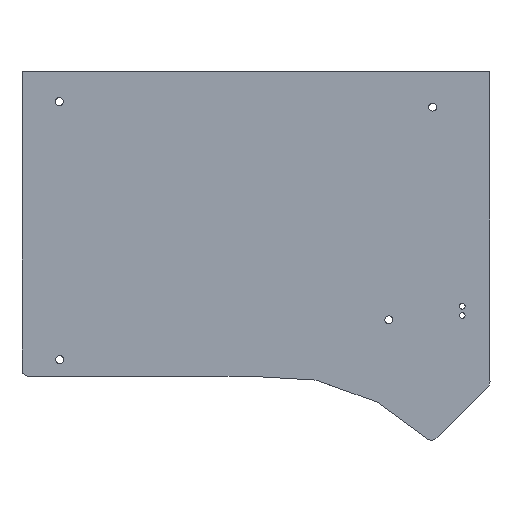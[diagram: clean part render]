
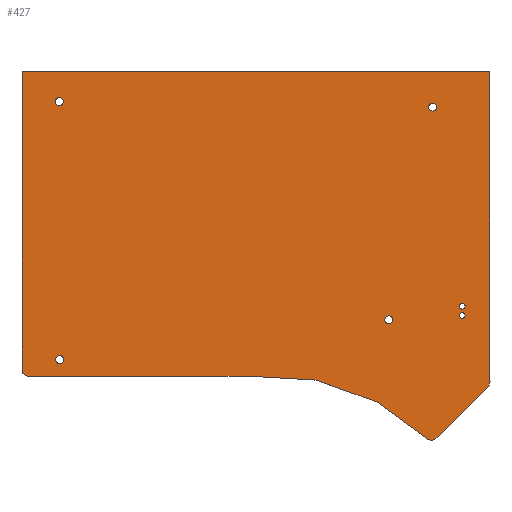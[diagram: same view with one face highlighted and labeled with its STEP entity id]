
A CAD part, top view. The second image highlights one B-rep face of the part: STEP entity #427.
In plain terms, the highlighted planar face has unit normal (0, 0, 1).
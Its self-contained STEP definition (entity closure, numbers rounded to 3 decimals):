
#32=CARTESIAN_POINT('',(-183.231,-76.407,-4.98));
#33=VERTEX_POINT('',#32);
#42=CARTESIAN_POINT('',(-182.131,-76.407,-4.98));
#43=DIRECTION('',(-0.,0.,-1.));
#44=DIRECTION('',(-1.,0.,0.));
#45=AXIS2_PLACEMENT_3D('',#42,#43,#44);
#46=CIRCLE('',#45,1.1);
#47=EDGE_CURVE('',#33,#33,#46,.T.);
#74=CARTESIAN_POINT('',(-171.128,-17.5,-4.98));
#75=VERTEX_POINT('',#74);
#84=CARTESIAN_POINT('',(-170.028,-17.5,-4.98));
#85=DIRECTION('',(0.,-0.,1.));
#86=DIRECTION('',(-1.,0.,0.));
#87=AXIS2_PLACEMENT_3D('',#84,#85,#86);
#88=CIRCLE('',#87,1.1);
#89=EDGE_CURVE('',#75,#75,#88,.T.);
#116=CARTESIAN_POINT('',(-274.349,-87.402,-4.98));
#117=VERTEX_POINT('',#116);
#126=CARTESIAN_POINT('',(-273.249,-87.402,-4.98));
#127=DIRECTION('',(0.,-0.,1.));
#128=DIRECTION('',(-1.,0.,0.));
#129=AXIS2_PLACEMENT_3D('',#126,#127,#128);
#130=CIRCLE('',#129,1.1);
#131=EDGE_CURVE('',#117,#117,#130,.T.);
#158=CARTESIAN_POINT('',(-274.456,-16.,-4.98));
#159=VERTEX_POINT('',#158);
#168=CARTESIAN_POINT('',(-273.356,-16.,-4.98));
#169=DIRECTION('',(0.,-0.,1.));
#170=DIRECTION('',(-1.,0.,0.));
#171=AXIS2_PLACEMENT_3D('',#168,#169,#170);
#172=CIRCLE('',#171,1.1);
#173=EDGE_CURVE('',#159,#159,#172,.T.);
#195=CARTESIAN_POINT('',(0.144,0.,-4.98));
#196=DIRECTION('',(-0.,0.,-1.));
#197=DIRECTION('',(1.,0.,-0.));
#198=AXIS2_PLACEMENT_3D('',#195,#196,#197);
#199=PLANE('',#198);
#200=CARTESIAN_POINT('',(-161.799,-73.422,-4.98));
#201=VERTEX_POINT('',#200);
#202=CARTESIAN_POINT('',(-162.561,-72.66,-4.98));
#203=VERTEX_POINT('',#202);
#204=CARTESIAN_POINT('',(-161.799,-72.66,-4.98));
#205=DIRECTION('',(0.,-0.,1.));
#206=DIRECTION('',(-1.,0.,0.));
#207=AXIS2_PLACEMENT_3D('',#204,#205,#206);
#208=CIRCLE('',#207,0.762);
#209=EDGE_CURVE('',#201,#203,#208,.T.);
#210=ORIENTED_EDGE('',*,*,#209,.F.);
#211=CARTESIAN_POINT('',(-161.799,-72.66,-4.98));
#212=DIRECTION('',(0.,-0.,1.));
#213=DIRECTION('',(-1.,0.,0.));
#214=AXIS2_PLACEMENT_3D('',#211,#212,#213);
#215=CIRCLE('',#214,0.762);
#216=EDGE_CURVE('',#203,#201,#215,.T.);
#217=ORIENTED_EDGE('',*,*,#216,.F.);
#218=EDGE_LOOP('',(#210,#217));
#219=FACE_BOUND('',#218,.T.);
#220=CARTESIAN_POINT('',(-161.799,-75.962,-4.98));
#221=VERTEX_POINT('',#220);
#222=CARTESIAN_POINT('',(-162.561,-75.2,-4.98));
#223=VERTEX_POINT('',#222);
#224=CARTESIAN_POINT('',(-161.799,-75.2,-4.98));
#225=DIRECTION('',(0.,-0.,1.));
#226=DIRECTION('',(-1.,0.,0.));
#227=AXIS2_PLACEMENT_3D('',#224,#225,#226);
#228=CIRCLE('',#227,0.762);
#229=EDGE_CURVE('',#221,#223,#228,.T.);
#230=ORIENTED_EDGE('',*,*,#229,.F.);
#231=CARTESIAN_POINT('',(-161.799,-75.2,-4.98));
#232=DIRECTION('',(0.,-0.,1.));
#233=DIRECTION('',(-1.,0.,0.));
#234=AXIS2_PLACEMENT_3D('',#231,#232,#233);
#235=CIRCLE('',#234,0.762);
#236=EDGE_CURVE('',#223,#221,#235,.T.);
#237=ORIENTED_EDGE('',*,*,#236,.F.);
#238=EDGE_LOOP('',(#230,#237));
#239=FACE_BOUND('',#238,.T.);
#240=ORIENTED_EDGE('',*,*,#47,.T.);
#241=EDGE_LOOP('',(#240));
#242=FACE_BOUND('',#241,.T.);
#243=ORIENTED_EDGE('',*,*,#173,.F.);
#244=EDGE_LOOP('',(#243));
#245=FACE_BOUND('',#244,.T.);
#246=ORIENTED_EDGE('',*,*,#89,.F.);
#247=EDGE_LOOP('',(#246));
#248=FACE_BOUND('',#247,.T.);
#249=ORIENTED_EDGE('',*,*,#131,.F.);
#250=EDGE_LOOP('',(#249));
#251=FACE_BOUND('',#250,.T.);
#252=CARTESIAN_POINT('',(-283.676,-8.016,-4.98));
#253=VERTEX_POINT('',#252);
#254=CARTESIAN_POINT('',(-283.676,-80.071,-4.98));
#255=VERTEX_POINT('',#254);
#256=CARTESIAN_POINT('',(-283.676,-8.016,-4.98));
#257=DIRECTION('',(0.,-1.,-0.));
#258=VECTOR('',#257,72.055);
#259=LINE('',#256,#258);
#260=EDGE_CURVE('',#253,#255,#259,.T.);
#261=ORIENTED_EDGE('',*,*,#260,.T.);
#262=CARTESIAN_POINT('',(-283.678,-83.038,-4.98));
#263=VERTEX_POINT('',#262);
#264=CARTESIAN_POINT('',(-283.676,-80.071,-4.98));
#265=DIRECTION('',(-0.001,-1.,0.));
#266=VECTOR('',#265,2.967);
#267=LINE('',#264,#266);
#268=EDGE_CURVE('',#255,#263,#267,.T.);
#269=ORIENTED_EDGE('',*,*,#268,.T.);
#270=CARTESIAN_POINT('',(-283.678,-90.189,-4.98));
#271=VERTEX_POINT('',#270);
#272=CARTESIAN_POINT('',(-283.678,-83.038,-4.98));
#273=DIRECTION('',(0.,-1.,-0.));
#274=VECTOR('',#273,7.151);
#275=LINE('',#272,#274);
#276=EDGE_CURVE('',#263,#271,#275,.T.);
#277=ORIENTED_EDGE('',*,*,#276,.T.);
#278=CARTESIAN_POINT('',(-281.817,-92.05,-4.98));
#279=VERTEX_POINT('',#278);
#280=CARTESIAN_POINT('',(-281.817,-90.189,-4.98));
#281=DIRECTION('',(0.,0.,1.));
#282=DIRECTION('',(1.,0.,-0.));
#283=AXIS2_PLACEMENT_3D('',#280,#281,#282);
#284=CIRCLE('',#283,1.861);
#285=EDGE_CURVE('',#271,#279,#284,.T.);
#286=ORIENTED_EDGE('',*,*,#285,.T.);
#287=CARTESIAN_POINT('',(-220.002,-92.05,-4.98));
#288=VERTEX_POINT('',#287);
#289=CARTESIAN_POINT('',(-281.817,-92.05,-4.98));
#290=DIRECTION('',(1.,0.,-0.));
#291=VECTOR('',#290,61.816);
#292=LINE('',#289,#291);
#293=EDGE_CURVE('',#279,#288,#292,.T.);
#294=ORIENTED_EDGE('',*,*,#293,.T.);
#295=CARTESIAN_POINT('',(-202.618,-93.062,-4.98));
#296=VERTEX_POINT('',#295);
#297=CARTESIAN_POINT('',(-220.002,-92.05,-4.98));
#298=DIRECTION('',(0.998,-0.058,-0.));
#299=VECTOR('',#298,17.413);
#300=LINE('',#297,#299);
#301=EDGE_CURVE('',#288,#296,#300,.T.);
#302=ORIENTED_EDGE('',*,*,#301,.T.);
#303=CARTESIAN_POINT('',(-202.257,-93.114,-4.98));
#304=VERTEX_POINT('',#303);
#305=CARTESIAN_POINT('',(-202.618,-93.062,-4.98));
#306=DIRECTION('',(0.99,-0.142,-0.));
#307=VECTOR('',#306,0.365);
#308=LINE('',#305,#307);
#309=EDGE_CURVE('',#296,#304,#308,.T.);
#310=ORIENTED_EDGE('',*,*,#309,.T.);
#311=CARTESIAN_POINT('',(-201.903,-93.202,-4.98));
#312=VERTEX_POINT('',#311);
#313=CARTESIAN_POINT('',(-202.257,-93.114,-4.98));
#314=DIRECTION('',(0.97,-0.242,-0.));
#315=VECTOR('',#314,0.365);
#316=LINE('',#313,#315);
#317=EDGE_CURVE('',#304,#312,#316,.T.);
#318=ORIENTED_EDGE('',*,*,#317,.T.);
#319=CARTESIAN_POINT('',(-201.557,-93.327,-4.98));
#320=VERTEX_POINT('',#319);
#321=CARTESIAN_POINT('',(-201.903,-93.202,-4.98));
#322=DIRECTION('',(0.941,-0.34,-0.));
#323=VECTOR('',#322,0.367);
#324=LINE('',#321,#323);
#325=EDGE_CURVE('',#312,#320,#324,.T.);
#326=ORIENTED_EDGE('',*,*,#325,.T.);
#327=CARTESIAN_POINT('',(-185.356,-99.195,-4.98));
#328=VERTEX_POINT('',#327);
#329=CARTESIAN_POINT('',(-201.557,-93.327,-4.98));
#330=DIRECTION('',(0.94,-0.341,-0.));
#331=VECTOR('',#330,17.231);
#332=LINE('',#329,#331);
#333=EDGE_CURVE('',#320,#328,#332,.T.);
#334=ORIENTED_EDGE('',*,*,#333,.T.);
#335=CARTESIAN_POINT('',(-171.336,-109.4,-4.98));
#336=VERTEX_POINT('',#335);
#337=CARTESIAN_POINT('',(-185.356,-99.195,-4.98));
#338=DIRECTION('',(0.809,-0.588,-0.));
#339=VECTOR('',#338,17.341);
#340=LINE('',#337,#339);
#341=EDGE_CURVE('',#328,#336,#340,.T.);
#342=ORIENTED_EDGE('',*,*,#341,.T.);
#343=CARTESIAN_POINT('',(-171.089,-109.553,-4.98));
#344=VERTEX_POINT('',#343);
#345=CARTESIAN_POINT('',(-171.336,-109.4,-4.98));
#346=DIRECTION('',(0.849,-0.529,-0.));
#347=VECTOR('',#346,0.291);
#348=LINE('',#345,#347);
#349=EDGE_CURVE('',#336,#344,#348,.T.);
#350=ORIENTED_EDGE('',*,*,#349,.T.);
#351=CARTESIAN_POINT('',(-170.888,-109.642,-4.98));
#352=VERTEX_POINT('',#351);
#353=CARTESIAN_POINT('',(-171.089,-109.553,-4.98));
#354=DIRECTION('',(0.915,-0.402,-0.));
#355=VECTOR('',#354,0.22);
#356=LINE('',#353,#355);
#357=EDGE_CURVE('',#344,#352,#356,.T.);
#358=ORIENTED_EDGE('',*,*,#357,.T.);
#359=CARTESIAN_POINT('',(-169.235,-109.378,-4.98));
#360=VERTEX_POINT('',#359);
#361=CARTESIAN_POINT('',(-170.299,-108.018,-4.98));
#362=DIRECTION('',(0.,0.,1.));
#363=DIRECTION('',(1.,0.,-0.));
#364=AXIS2_PLACEMENT_3D('',#361,#362,#363);
#365=CIRCLE('',#364,1.727);
#366=EDGE_CURVE('',#352,#360,#365,.T.);
#367=ORIENTED_EDGE('',*,*,#366,.T.);
#368=CARTESIAN_POINT('',(-168.715,-108.878,-4.98));
#369=VERTEX_POINT('',#368);
#370=CARTESIAN_POINT('',(-169.235,-109.378,-4.98));
#371=DIRECTION('',(0.721,0.693,-0.));
#372=VECTOR('',#371,0.722);
#373=LINE('',#370,#372);
#374=EDGE_CURVE('',#360,#369,#373,.T.);
#375=ORIENTED_EDGE('',*,*,#374,.T.);
#376=CARTESIAN_POINT('',(-154.82,-95.063,-4.98));
#377=VERTEX_POINT('',#376);
#378=CARTESIAN_POINT('',(-168.715,-108.878,-4.98));
#379=DIRECTION('',(0.709,0.705,-0.));
#380=VECTOR('',#379,19.594);
#381=LINE('',#378,#380);
#382=EDGE_CURVE('',#369,#377,#381,.T.);
#383=ORIENTED_EDGE('',*,*,#382,.T.);
#384=CARTESIAN_POINT('',(-154.128,-93.4,-4.98));
#385=VERTEX_POINT('',#384);
#386=CARTESIAN_POINT('',(-156.473,-93.4,-4.98));
#387=DIRECTION('',(0.,0.,1.));
#388=DIRECTION('',(1.,0.,-0.));
#389=AXIS2_PLACEMENT_3D('',#386,#387,#388);
#390=CIRCLE('',#389,2.345);
#391=EDGE_CURVE('',#377,#385,#390,.T.);
#392=ORIENTED_EDGE('',*,*,#391,.T.);
#393=CARTESIAN_POINT('',(-154.128,-8.016,-4.98));
#394=VERTEX_POINT('',#393);
#395=CARTESIAN_POINT('',(-154.128,-93.4,-4.98));
#396=DIRECTION('',(0.,1.,0.));
#397=VECTOR('',#396,85.384);
#398=LINE('',#395,#397);
#399=EDGE_CURVE('',#385,#394,#398,.T.);
#400=ORIENTED_EDGE('',*,*,#399,.T.);
#401=CARTESIAN_POINT('',(-154.428,-7.716,-4.98));
#402=VERTEX_POINT('',#401);
#403=CARTESIAN_POINT('',(-154.428,-8.016,-4.98));
#404=DIRECTION('',(0.,0.,1.));
#405=DIRECTION('',(1.,0.,-0.));
#406=AXIS2_PLACEMENT_3D('',#403,#404,#405);
#407=CIRCLE('',#406,0.3);
#408=EDGE_CURVE('',#394,#402,#407,.T.);
#409=ORIENTED_EDGE('',*,*,#408,.T.);
#410=CARTESIAN_POINT('',(-283.376,-7.716,-4.98));
#411=VERTEX_POINT('',#410);
#412=CARTESIAN_POINT('',(-154.428,-7.716,-4.98));
#413=DIRECTION('',(-1.,0.,0.));
#414=VECTOR('',#413,128.948);
#415=LINE('',#412,#414);
#416=EDGE_CURVE('',#402,#411,#415,.T.);
#417=ORIENTED_EDGE('',*,*,#416,.T.);
#418=CARTESIAN_POINT('',(-283.376,-8.016,-4.98));
#419=DIRECTION('',(0.,0.,1.));
#420=DIRECTION('',(1.,0.,-0.));
#421=AXIS2_PLACEMENT_3D('',#418,#419,#420);
#422=CIRCLE('',#421,0.3);
#423=EDGE_CURVE('',#411,#253,#422,.T.);
#424=ORIENTED_EDGE('',*,*,#423,.T.);
#425=EDGE_LOOP('',(#261,#269,#277,#286,#294,#302,#310,#318,#326,#334,#342,#350,#358,#367,#375,#383,#392,#400,#409,#417,#424));
#426=FACE_BOUND('',#425,.T.);
#427=ADVANCED_FACE('',(#219,#239,#242,#245,#248,#251,#426),#199,.F.);
